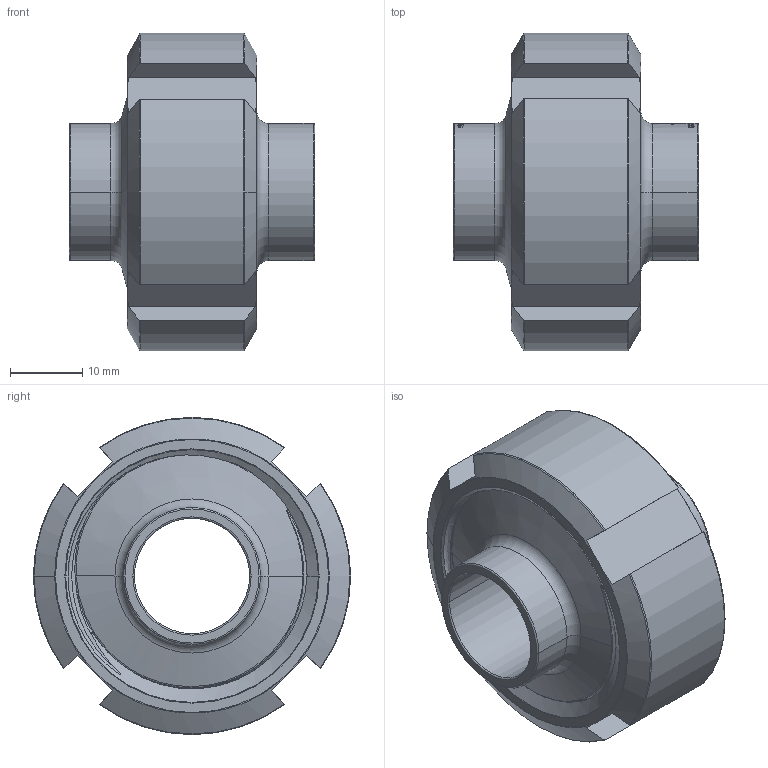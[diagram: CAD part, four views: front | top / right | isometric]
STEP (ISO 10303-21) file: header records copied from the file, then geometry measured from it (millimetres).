
FILE_DESCRIPTION (( 'STEP AP214' ), '1' );
FILE_NAME ('GL-212-015-x Verschraubung DIN11851heco.STEP', '2017-08-25T09:52:19', ( '' ), ( '' ), 'SwSTEP 2.0', 'SolidWorks 2016', '' );
FILE_SCHEMA (( 'AUTOMOTIVE_DESIGN' ));
Length unit declared in the file: millimetre
Products named in the file (1): GL-212-015-x Verschraubung DIN11851heco
Bounding box: 34 x 44 x 44 mm (x, y, z)
Volume: 21782.1 mm3; surface area: 15714 mm2
Topology: 4 solids, 4 shells, 691 faces, 1795 edges, 1174 vertices
Faces by surface type: bspline 273, plane 235, cylinder 84, torus 74, cone 25
Entity records: 47328 total; most frequent: CARTESIAN_POINT 25007, ORIENTED_EDGE 3590, DIRECTION 2106, EDGE_CURVE 1795, VERTEX_POINT 1174, B_SPLINE_CURVE_WITH_KNOTS 856, AXIS2_PLACEMENT_3D 782, EDGE_LOOP 761
